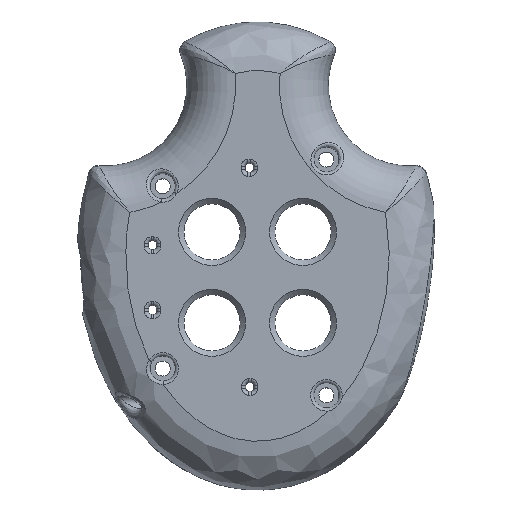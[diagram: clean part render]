
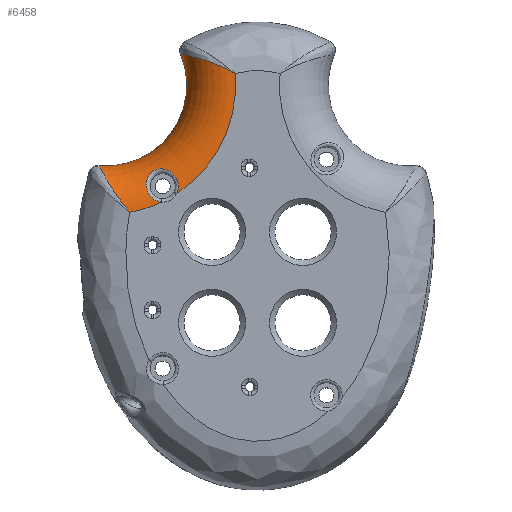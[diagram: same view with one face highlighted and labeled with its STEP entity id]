
A CAD part, top view. The second image highlights one B-rep face of the part: STEP entity #6458.
In plain terms, the highlighted toroidal (fillet/blend) face has major radius 24.115 mm and minor radius 9.1 mm.
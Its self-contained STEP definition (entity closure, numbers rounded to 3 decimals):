
#96=TOROIDAL_SURFACE('',#7045,24.115,9.1);
#1047=CIRCLE('',#6714,24.115);
#1049=CIRCLE('',#6716,24.115);
#1244=CIRCLE('',#7046,15.015);
#1541=FACE_OUTER_BOUND('',#1938,.T.);
#1938=EDGE_LOOP('',(#5438,#5439,#5440,#5441,#5442,#5443,#5444));
#2340=B_SPLINE_CURVE_WITH_KNOTS('',3,(#14430,#14431,#14432,#14433,#14434,
#14435,#14436,#14437,#14438),.UNSPECIFIED.,.F.,.F.,(4,1,1,1,1,1,4),(-0.626,
-0.447,-0.268,-0.179,-0.089,
0.,0.),.UNSPECIFIED.);
#2341=B_SPLINE_CURVE_WITH_KNOTS('',3,(#14439,#14440,#14441,#14442,#14443,
#14444,#14445,#14446,#14447,#14448,#14449),.UNSPECIFIED.,.F.,.F.,(4,1,1,
1,1,1,1,1,4),(0.,0.089,0.112,0.134,
0.179,0.268,0.447,0.536,
0.626),.UNSPECIFIED.);
#2411=B_SPLINE_CURVE_WITH_KNOTS('',3,(#15977,#15978,#15979,#15980,#15981,
#15982,#15983,#15984,#15985,#15986),.UNSPECIFIED.,.F.,.F.,(4,1,1,1,1,2,
4),(0.,0.29,0.581,0.871,1.162,
1.452,1.453),.UNSPECIFIED.);
#2412=B_SPLINE_CURVE_WITH_KNOTS('',3,(#15989,#15990,#15991,#15992,#15993,
#15994,#15995,#15996,#15997,#15998),.UNSPECIFIED.,.F.,.F.,(4,2,1,1,1,1,
4),(-0.002,0.,0.281,0.563,0.844,
1.125,1.407),.UNSPECIFIED.);
#2638=VERTEX_POINT('',#12045);
#2652=VERTEX_POINT('',#12582);
#2675=VERTEX_POINT('',#12897);
#2676=VERTEX_POINT('',#12899);
#2861=VERTEX_POINT('',#14429);
#2964=VERTEX_POINT('',#15976);
#2965=VERTEX_POINT('',#15987);
#3382=EDGE_CURVE('',#2675,#2638,#1047,.T.);
#3384=EDGE_CURVE('',#2652,#2676,#1049,.T.);
#3666=EDGE_CURVE('',#2675,#2861,#2340,.T.);
#3667=EDGE_CURVE('',#2861,#2676,#2341,.T.);
#3840=EDGE_CURVE('',#2964,#2638,#2411,.T.);
#3841=EDGE_CURVE('',#2964,#2965,#1244,.T.);
#3842=EDGE_CURVE('',#2652,#2965,#2412,.T.);
#5438=ORIENTED_EDGE('',*,*,#3840,.F.);
#5439=ORIENTED_EDGE('',*,*,#3841,.T.);
#5440=ORIENTED_EDGE('',*,*,#3842,.F.);
#5441=ORIENTED_EDGE('',*,*,#3384,.T.);
#5442=ORIENTED_EDGE('',*,*,#3667,.F.);
#5443=ORIENTED_EDGE('',*,*,#3666,.F.);
#5444=ORIENTED_EDGE('',*,*,#3382,.T.);
#6458=ADVANCED_FACE('',(#1541),#96,.T.);
#6714=AXIS2_PLACEMENT_3D('',#12898,#7410,#7411);
#6716=AXIS2_PLACEMENT_3D('',#12901,#7414,#7415);
#7045=AXIS2_PLACEMENT_3D('',#15975,#8200,#8201);
#7046=AXIS2_PLACEMENT_3D('',#15988,#8202,#8203);
#7410=DIRECTION('center_axis',(0.,0.,1.));
#7411=DIRECTION('ref_axis',(0.81,-0.587,0.));
#7414=DIRECTION('center_axis',(0.,0.,1.));
#7415=DIRECTION('ref_axis',(0.81,-0.587,0.));
#8200=DIRECTION('center_axis',(0.,0.,-1.));
#8201=DIRECTION('ref_axis',(0.808,-0.59,0.));
#8202=DIRECTION('center_axis',(0.,0.,-1.));
#8203=DIRECTION('ref_axis',(0.81,-0.587,0.));
#12045=CARTESIAN_POINT('',(-4.196,34.055,29.12));
#12582=CARTESIAN_POINT('',(-23.866,8.13,29.12));
#12897=CARTESIAN_POINT('',(-15.097,11.612,29.12));
#12898=CARTESIAN_POINT('Origin',(-28.21,31.85,29.12));
#12899=CARTESIAN_POINT('',(-17.888,10.056,29.12));
#12901=CARTESIAN_POINT('Origin',(-28.21,31.85,29.12));
#14429=CARTESIAN_POINT('',(-19.325,15.915,26.974));
#14430=CARTESIAN_POINT('Ctrl Pts',(-15.097,11.612,29.12));
#14431=CARTESIAN_POINT('Ctrl Pts',(-14.755,12.3,29.12));
#14432=CARTESIAN_POINT('Ctrl Pts',(-14.651,14.,29.07));
#14433=CARTESIAN_POINT('Ctrl Pts',(-15.923,15.619,28.38));
#14434=CARTESIAN_POINT('Ctrl Pts',(-17.224,16.201,27.644));
#14435=CARTESIAN_POINT('Ctrl Pts',(-18.281,16.312,27.139));
#14436=CARTESIAN_POINT('Ctrl Pts',(-19.004,16.096,26.974));
#14437=CARTESIAN_POINT('Ctrl Pts',(-19.326,15.916,26.974));
#14438=CARTESIAN_POINT('Ctrl Pts',(-19.326,15.916,26.974));
#14439=CARTESIAN_POINT('Ctrl Pts',(-19.326,15.916,26.974));
#14440=CARTESIAN_POINT('Ctrl Pts',(-19.647,15.736,26.974));
#14441=CARTESIAN_POINT('Ctrl Pts',(-20.,15.422,27.076));
#14442=CARTESIAN_POINT('Ctrl Pts',(-20.301,14.982,27.282));
#14443=CARTESIAN_POINT('Ctrl Pts',(-20.474,14.674,27.436));
#14444=CARTESIAN_POINT('Ctrl Pts',(-20.696,14.1,27.735));
#14445=CARTESIAN_POINT('Ctrl Pts',(-20.858,12.859,28.379));
#14446=CARTESIAN_POINT('Ctrl Pts',(-20.297,11.326,28.933));
#14447=CARTESIAN_POINT('Ctrl Pts',(-19.026,10.316,29.106));
#14448=CARTESIAN_POINT('Ctrl Pts',(-18.27,10.092,29.12));
#14449=CARTESIAN_POINT('Ctrl Pts',(-17.888,10.056,29.12));
#15975=CARTESIAN_POINT('Origin',(-28.21,31.85,20.02));
#15976=CARTESIAN_POINT('',(-14.371,37.674,20.02));
#15977=CARTESIAN_POINT('Ctrl Pts',(-14.371,37.674,20.02));
#15978=CARTESIAN_POINT('Ctrl Pts',(-14.371,37.674,21.121));
#15979=CARTESIAN_POINT('Ctrl Pts',(-13.876,37.598,23.334));
#15980=CARTESIAN_POINT('Ctrl Pts',(-12.035,37.214,25.967));
#15981=CARTESIAN_POINT('Ctrl Pts',(-9.603,36.504,27.812));
#15982=CARTESIAN_POINT('Ctrl Pts',(-6.917,35.461,28.884));
#15983=CARTESIAN_POINT('Ctrl Pts',(-5.096,34.556,29.119));
#15984=CARTESIAN_POINT('Ctrl Pts',(-4.205,34.06,29.12));
#15985=CARTESIAN_POINT('Ctrl Pts',(-4.201,34.057,29.12));
#15986=CARTESIAN_POINT('Ctrl Pts',(-4.196,34.055,29.12));
#15987=CARTESIAN_POINT('',(-29.543,16.894,20.02));
#15988=CARTESIAN_POINT('Origin',(-28.21,31.85,20.02));
#15989=CARTESIAN_POINT('Ctrl Pts',(-23.866,8.13,29.12));
#15990=CARTESIAN_POINT('Ctrl Pts',(-23.869,8.134,29.12));
#15991=CARTESIAN_POINT('Ctrl Pts',(-23.873,8.138,29.12));
#15992=CARTESIAN_POINT('Ctrl Pts',(-24.513,8.916,29.119));
#15993=CARTESIAN_POINT('Ctrl Pts',(-25.741,10.499,28.861));
#15994=CARTESIAN_POINT('Ctrl Pts',(-27.318,12.817,27.735));
#15995=CARTESIAN_POINT('Ctrl Pts',(-28.552,14.91,25.851));
#15996=CARTESIAN_POINT('Ctrl Pts',(-29.352,16.479,23.234));
#15997=CARTESIAN_POINT('Ctrl Pts',(-29.543,16.894,21.087));
#15998=CARTESIAN_POINT('Ctrl Pts',(-29.543,16.894,20.02));
